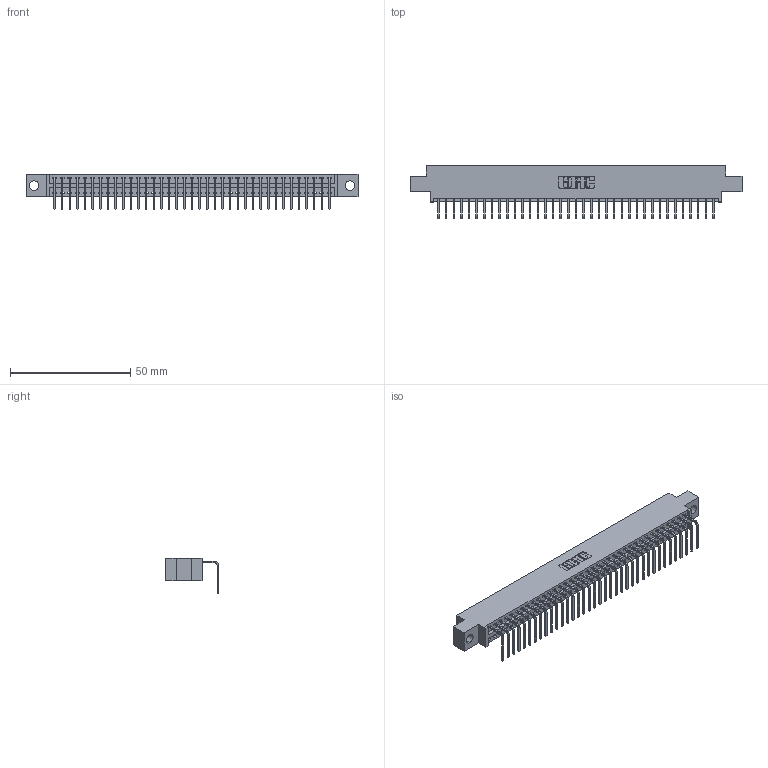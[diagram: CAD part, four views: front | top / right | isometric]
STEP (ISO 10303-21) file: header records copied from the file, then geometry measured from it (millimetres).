
FILE_DESCRIPTION (( 'STEP AP203' ), '1' );
FILE_NAME ('346-037-558-604.STEP', '2022-05-07T03:35:38', ( '' ), ( '' ), 'SwSTEP 2.0', 'SolidWorks 2020', '' );
FILE_SCHEMA (( 'CONFIG_CONTROL_DESIGN' ));
Length unit declared in the file: inch
Products named in the file (3): 346 Part_0.170 Offset - 0.156 Dia-TH; 346-037-558-604; 345-292-001_558 Tail - 2
Assembly tree (38 placements, depth 2):
  346-037-558-604
    346 Part_0.170 Offset - 0.156 Dia-TH
    345-292-001_558 Tail - 2  x37
Bounding box: 138.05 x 22.16 x 14.73 mm (x, y, z)
Volume: 13042.6 mm3; surface area: 16980.7 mm2
Topology: 38 solids, 38 shells, 2360 faces, 7111 edges, 4690 vertices
Faces by surface type: plane 1648, cylinder 712
Entity records: 24271 total; most frequent: CARTESIAN_POINT 4173, ORIENTED_EDGE 4142, DIRECTION 3685, EDGE_CURVE 2071, VECTOR 1791, LINE 1791, VERTEX_POINT 1378, AXIS2_PLACEMENT_3D 947
